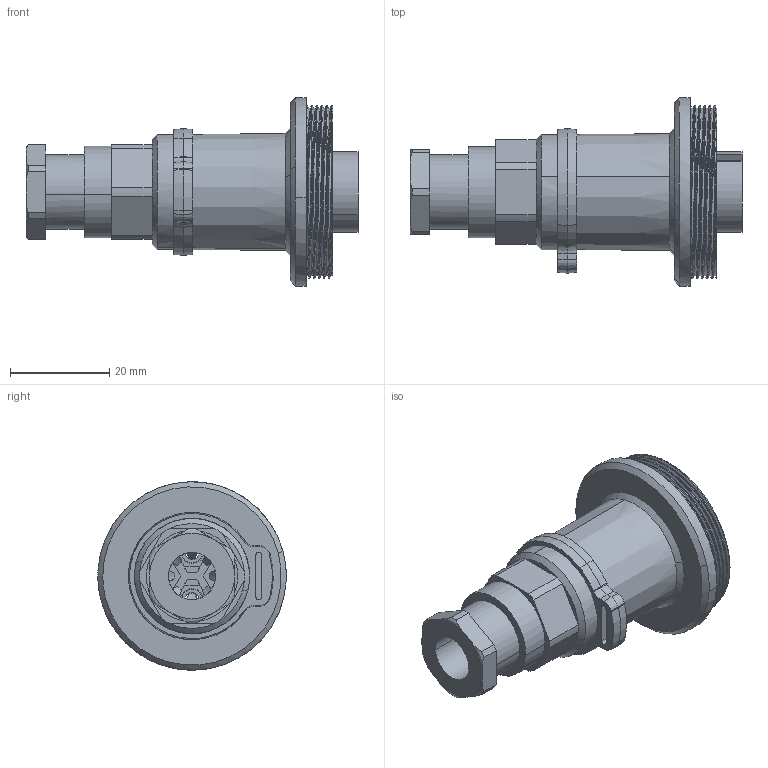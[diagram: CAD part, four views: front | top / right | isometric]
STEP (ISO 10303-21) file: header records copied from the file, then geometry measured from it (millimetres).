
FILE_DESCRIPTION(('STEP AP242'),'1');
FILE_NAME('px0737-s-xx-xxx.stp','2024-05-01T19:54:21',('TraceParts'),('TraceParts S.A.'),'Spatial InterOp 3D',' ',' ');
FILE_SCHEMA(('AP242_MANAGED_MODEL_BASED_3D_ENGINEERING_MIM_LF {1 0 10303 442 1 1 4}'));
Length unit declared in the file: millimetre
Products named in the file (1): px0737-s-xx-xxx_1
Bounding box: 66.88 x 37.95 x 37.96 mm (x, y, z)
Volume: 16204.1 mm3; surface area: 17052.9 mm2
Topology: 3 solids, 3 shells, 384 faces, 1162 edges, 798 vertices
Faces by surface type: plane 154, cylinder 105, cone 94, bspline 31
Entity records: 35251 total; most frequent: CARTESIAN_POINT 24551, ORIENTED_EDGE 2324, DIRECTION 1903, EDGE_CURVE 1162, VERTEX_POINT 798, AXIS2_PLACEMENT_3D 710, LINE 483, VECTOR 483
